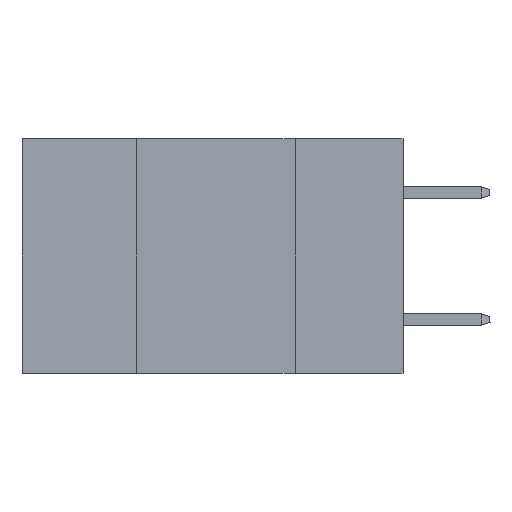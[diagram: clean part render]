
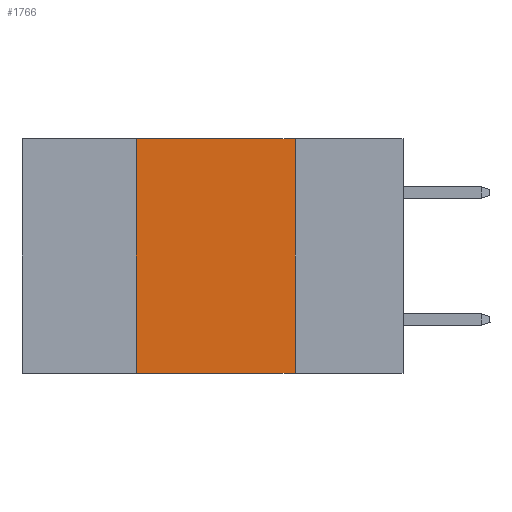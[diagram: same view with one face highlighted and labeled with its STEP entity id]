
A CAD part, left-side view. The second image highlights one B-rep face of the part: STEP entity #1766.
In plain terms, the highlighted planar face has unit normal (-1, 0, 0).
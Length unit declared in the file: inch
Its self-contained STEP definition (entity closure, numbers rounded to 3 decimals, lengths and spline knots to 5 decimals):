
#528 = AXIS2_PLACEMENT_3D ( 'NONE', #5315, #16119, #9391 ) ;
#581 = VERTEX_POINT ( 'NONE', #6374 ) ;
#670 = EDGE_CURVE ( 'NONE', #1718, #10559, #9826, .T. ) ;
#991 = VECTOR ( 'NONE', #13311, 39.37008 ) ;
#1213 = FACE_OUTER_BOUND ( 'NONE', #14612, .T. ) ;
#1718 = VERTEX_POINT ( 'NONE', #9207 ) ;
#1722 = ORIENTED_EDGE ( 'NONE', *, *, #670, .F. ) ;
#1766 = ADVANCED_FACE ( 'NONE', ( #1213 ), #6647, .F. ) ;
#2170 = EDGE_CURVE ( 'NONE', #581, #14328, #14758, .T. ) ;
#2656 = ORIENTED_EDGE ( 'NONE', *, *, #2170, .F. ) ;
#4164 = DIRECTION ( 'NONE',  ( 0., 0., 1. ) ) ;
#4272 = DIRECTION ( 'NONE',  ( 0., -1., 0. ) ) ;
#4275 = VECTOR ( 'NONE', #13189, 39.37008 ) ;
#4452 = CARTESIAN_POINT ( 'NONE',  ( 0., 0.6, -0.37 ) ) ;
#4837 = EDGE_CURVE ( 'NONE', #10559, #581, #14615, .T. ) ;
#5315 = CARTESIAN_POINT ( 'NONE',  ( 0., 0.6, 0. ) ) ;
#6374 = CARTESIAN_POINT ( 'NONE',  ( 0., 0.17, 0. ) ) ;
#6647 = PLANE ( 'NONE',  #528 ) ;
#8757 = EDGE_CURVE ( 'NONE', #1718, #14328, #13753, .T. ) ;
#9118 = CARTESIAN_POINT ( 'NONE',  ( 0., 0.6, 0. ) ) ;
#9171 = CARTESIAN_POINT ( 'NONE',  ( 0., 0.17, 0. ) ) ;
#9207 = CARTESIAN_POINT ( 'NONE',  ( 0., 0.42, -0.37 ) ) ;
#9391 = DIRECTION ( 'NONE',  ( 0., 0., -1. ) ) ;
#9826 = LINE ( 'NONE', #13818, #13296 ) ;
#10559 = VERTEX_POINT ( 'NONE', #17214 ) ;
#10670 = ORIENTED_EDGE ( 'NONE', *, *, #8757, .T. ) ;
#12275 = CARTESIAN_POINT ( 'NONE',  ( 0., 0.17, -0.37 ) ) ;
#13189 = DIRECTION ( 'NONE',  ( 0., 0., -1. ) ) ;
#13296 = VECTOR ( 'NONE', #4164, 39.37008 ) ;
#13311 = DIRECTION ( 'NONE',  ( 0., -1., 0. ) ) ;
#13753 = LINE ( 'NONE', #4452, #15523 ) ;
#13818 = CARTESIAN_POINT ( 'NONE',  ( 0., 0.42, 0. ) ) ;
#14328 = VERTEX_POINT ( 'NONE', #12275 ) ;
#14454 = ORIENTED_EDGE ( 'NONE', *, *, #4837, .F. ) ;
#14612 = EDGE_LOOP ( 'NONE', ( #2656, #14454, #1722, #10670 ) ) ;
#14615 = LINE ( 'NONE', #9118, #991 ) ;
#14758 = LINE ( 'NONE', #9171, #4275 ) ;
#15523 = VECTOR ( 'NONE', #4272, 39.37008 ) ;
#16119 = DIRECTION ( 'NONE',  ( 1., 0., 0. ) ) ;
#17214 = CARTESIAN_POINT ( 'NONE',  ( 0., 0.42, 0. ) ) ;
